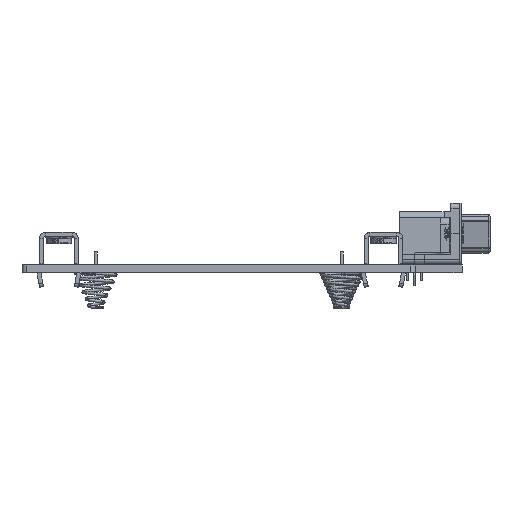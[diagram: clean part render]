
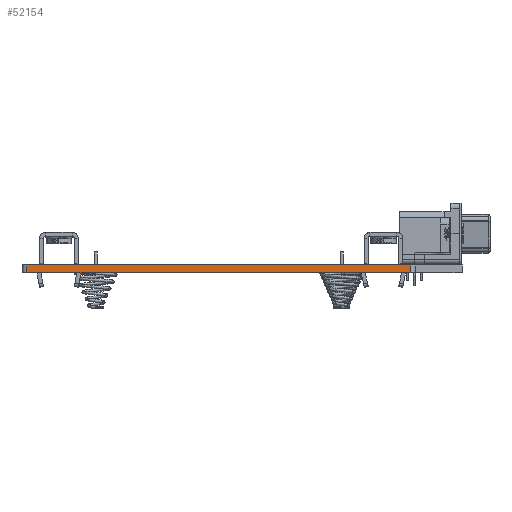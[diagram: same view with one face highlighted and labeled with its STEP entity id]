
A CAD part, left-side view. The second image highlights one B-rep face of the part: STEP entity #52154.
In plain terms, the highlighted planar face has unit normal (-1, 0, 0).
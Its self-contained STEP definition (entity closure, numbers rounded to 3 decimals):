
#39030 = PLANE('',#39031);
#39031 = AXIS2_PLACEMENT_3D('',#39032,#39033,#39034);
#39032 = CARTESIAN_POINT('',(220.,-161.392,1.6));
#39033 = DIRECTION('',(0.,0.,1.));
#39034 = DIRECTION('',(1.,0.,0.));
#39084 = PLANE('',#39085);
#39085 = AXIS2_PLACEMENT_3D('',#39086,#39087,#39088);
#39086 = CARTESIAN_POINT('',(220.,-161.392,0.));
#39087 = DIRECTION('',(0.,0.,1.));
#39088 = DIRECTION('',(1.,0.,0.));
#39281 = VERTEX_POINT('',#39282);
#39282 = CARTESIAN_POINT('',(40.,-121.,0.));
#39297 = CYLINDRICAL_SURFACE('',#39298,1.);
#39298 = AXIS2_PLACEMENT_3D('',#39299,#39300,#39301);
#39299 = CARTESIAN_POINT('',(41.,-121.,0.));
#39300 = DIRECTION('',(0.,0.,-1.));
#39301 = DIRECTION('',(1.,0.,0.));
#39309 = EDGE_CURVE('',#39281,#39310,#39312,.T.);
#39310 = VERTEX_POINT('',#39311);
#39311 = CARTESIAN_POINT('',(40.,-199.,0.));
#39312 = SURFACE_CURVE('',#39313,(#39317,#39324),.PCURVE_S1.);
#39313 = LINE('',#39314,#39315);
#39314 = CARTESIAN_POINT('',(40.,-121.,0.));
#39315 = VECTOR('',#39316,1.);
#39316 = DIRECTION('',(0.,-1.,0.));
#39317 = PCURVE('',#39084,#39318);
#39318 = DEFINITIONAL_REPRESENTATION('',(#39319),#39323);
#39319 = LINE('',#39320,#39321);
#39320 = CARTESIAN_POINT('',(-180.,40.392));
#39321 = VECTOR('',#39322,1.);
#39322 = DIRECTION('',(0.,-1.));
#39323 = ( GEOMETRIC_REPRESENTATION_CONTEXT(2) 
PARAMETRIC_REPRESENTATION_CONTEXT() REPRESENTATION_CONTEXT('2D SPACE',''
  ) );
#39324 = PCURVE('',#39325,#39330);
#39325 = PLANE('',#39326);
#39326 = AXIS2_PLACEMENT_3D('',#39327,#39328,#39329);
#39327 = CARTESIAN_POINT('',(40.,-121.,0.));
#39328 = DIRECTION('',(1.,0.,0.));
#39329 = DIRECTION('',(0.,-1.,0.));
#39330 = DEFINITIONAL_REPRESENTATION('',(#39331),#39335);
#39331 = LINE('',#39332,#39333);
#39332 = CARTESIAN_POINT('',(0.,0.));
#39333 = VECTOR('',#39334,1.);
#39334 = DIRECTION('',(1.,0.));
#39335 = ( GEOMETRIC_REPRESENTATION_CONTEXT(2) 
PARAMETRIC_REPRESENTATION_CONTEXT() REPRESENTATION_CONTEXT('2D SPACE',''
  ) );
#39354 = CYLINDRICAL_SURFACE('',#39355,1.);
#39355 = AXIS2_PLACEMENT_3D('',#39356,#39357,#39358);
#39356 = CARTESIAN_POINT('',(41.,-199.,0.));
#39357 = DIRECTION('',(0.,0.,-1.));
#39358 = DIRECTION('',(1.,0.,0.));
#46230 = VERTEX_POINT('',#46231);
#46231 = CARTESIAN_POINT('',(40.,-121.,1.6));
#46253 = EDGE_CURVE('',#46230,#46254,#46256,.T.);
#46254 = VERTEX_POINT('',#46255);
#46255 = CARTESIAN_POINT('',(40.,-199.,1.6));
#46256 = SURFACE_CURVE('',#46257,(#46261,#46268),.PCURVE_S1.);
#46257 = LINE('',#46258,#46259);
#46258 = CARTESIAN_POINT('',(40.,-121.,1.6));
#46259 = VECTOR('',#46260,1.);
#46260 = DIRECTION('',(0.,-1.,0.));
#46261 = PCURVE('',#39030,#46262);
#46262 = DEFINITIONAL_REPRESENTATION('',(#46263),#46267);
#46263 = LINE('',#46264,#46265);
#46264 = CARTESIAN_POINT('',(-180.,40.392));
#46265 = VECTOR('',#46266,1.);
#46266 = DIRECTION('',(0.,-1.));
#46267 = ( GEOMETRIC_REPRESENTATION_CONTEXT(2) 
PARAMETRIC_REPRESENTATION_CONTEXT() REPRESENTATION_CONTEXT('2D SPACE',''
  ) );
#46268 = PCURVE('',#39325,#46269);
#46269 = DEFINITIONAL_REPRESENTATION('',(#46270),#46274);
#46270 = LINE('',#46271,#46272);
#46271 = CARTESIAN_POINT('',(0.,-1.6));
#46272 = VECTOR('',#46273,1.);
#46273 = DIRECTION('',(1.,0.));
#46274 = ( GEOMETRIC_REPRESENTATION_CONTEXT(2) 
PARAMETRIC_REPRESENTATION_CONTEXT() REPRESENTATION_CONTEXT('2D SPACE',''
  ) );
#52106 = EDGE_CURVE('',#39281,#46230,#52107,.T.);
#52107 = SURFACE_CURVE('',#52108,(#52112,#52119),.PCURVE_S1.);
#52108 = LINE('',#52109,#52110);
#52109 = CARTESIAN_POINT('',(40.,-121.,0.));
#52110 = VECTOR('',#52111,1.);
#52111 = DIRECTION('',(0.,0.,1.));
#52112 = PCURVE('',#39297,#52113);
#52113 = DEFINITIONAL_REPRESENTATION('',(#52114),#52118);
#52114 = LINE('',#52115,#52116);
#52115 = CARTESIAN_POINT('',(-3.142,0.));
#52116 = VECTOR('',#52117,1.);
#52117 = DIRECTION('',(0.,-1.));
#52118 = ( GEOMETRIC_REPRESENTATION_CONTEXT(2) 
PARAMETRIC_REPRESENTATION_CONTEXT() REPRESENTATION_CONTEXT('2D SPACE',''
  ) );
#52119 = PCURVE('',#39325,#52120);
#52120 = DEFINITIONAL_REPRESENTATION('',(#52121),#52125);
#52121 = LINE('',#52122,#52123);
#52122 = CARTESIAN_POINT('',(0.,0.));
#52123 = VECTOR('',#52124,1.);
#52124 = DIRECTION('',(0.,-1.));
#52125 = ( GEOMETRIC_REPRESENTATION_CONTEXT(2) 
PARAMETRIC_REPRESENTATION_CONTEXT() REPRESENTATION_CONTEXT('2D SPACE',''
  ) );
#52154 = ADVANCED_FACE('',(#52155),#39325,.F.);
#52155 = FACE_BOUND('',#52156,.F.);
#52156 = EDGE_LOOP('',(#52157,#52158,#52159,#52180));
#52157 = ORIENTED_EDGE('',*,*,#52106,.T.);
#52158 = ORIENTED_EDGE('',*,*,#46253,.T.);
#52159 = ORIENTED_EDGE('',*,*,#52160,.F.);
#52160 = EDGE_CURVE('',#39310,#46254,#52161,.T.);
#52161 = SURFACE_CURVE('',#52162,(#52166,#52173),.PCURVE_S1.);
#52162 = LINE('',#52163,#52164);
#52163 = CARTESIAN_POINT('',(40.,-199.,0.));
#52164 = VECTOR('',#52165,1.);
#52165 = DIRECTION('',(0.,0.,1.));
#52166 = PCURVE('',#39325,#52167);
#52167 = DEFINITIONAL_REPRESENTATION('',(#52168),#52172);
#52168 = LINE('',#52169,#52170);
#52169 = CARTESIAN_POINT('',(78.,0.));
#52170 = VECTOR('',#52171,1.);
#52171 = DIRECTION('',(0.,-1.));
#52172 = ( GEOMETRIC_REPRESENTATION_CONTEXT(2) 
PARAMETRIC_REPRESENTATION_CONTEXT() REPRESENTATION_CONTEXT('2D SPACE',''
  ) );
#52173 = PCURVE('',#39354,#52174);
#52174 = DEFINITIONAL_REPRESENTATION('',(#52175),#52179);
#52175 = LINE('',#52176,#52177);
#52176 = CARTESIAN_POINT('',(-3.142,0.));
#52177 = VECTOR('',#52178,1.);
#52178 = DIRECTION('',(0.,-1.));
#52179 = ( GEOMETRIC_REPRESENTATION_CONTEXT(2) 
PARAMETRIC_REPRESENTATION_CONTEXT() REPRESENTATION_CONTEXT('2D SPACE',''
  ) );
#52180 = ORIENTED_EDGE('',*,*,#39309,.F.);
